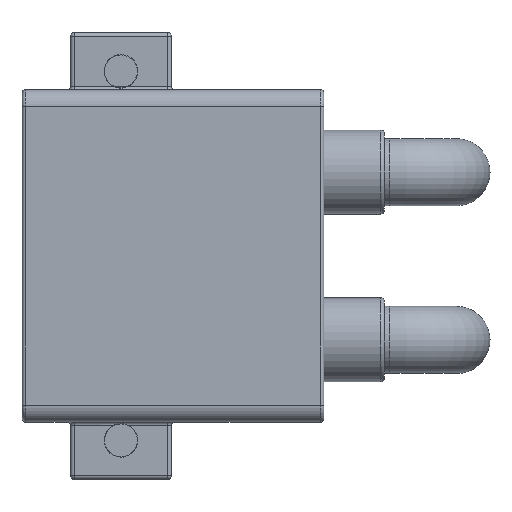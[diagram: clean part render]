
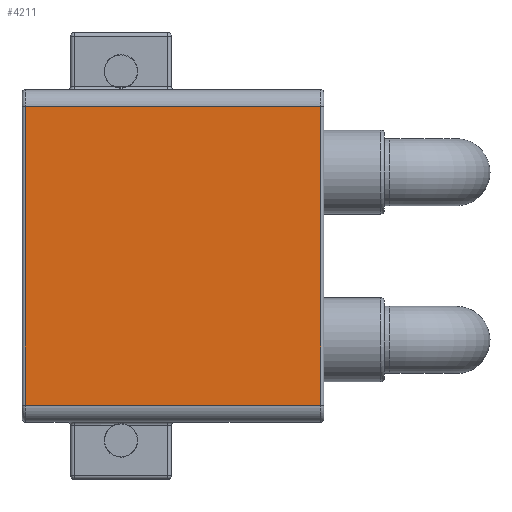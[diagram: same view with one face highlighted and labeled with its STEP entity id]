
A CAD part, top view. The second image highlights one B-rep face of the part: STEP entity #4211.
In plain terms, the highlighted planar face has unit normal (0, 0, 1).
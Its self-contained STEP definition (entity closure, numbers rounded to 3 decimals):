
#347=LINE('',#6695,#568);
#348=LINE('',#6697,#569);
#349=LINE('',#6699,#570);
#350=LINE('',#6700,#571);
#568=VECTOR('',#5224,8.9);
#569=VECTOR('',#5225,8.8);
#570=VECTOR('',#5226,8.9);
#571=VECTOR('',#5227,8.8);
#765=FACE_OUTER_BOUND('',#1040,.T.);
#1040=EDGE_LOOP('',(#2724,#2725,#2726,#2727));
#1731=VERTEX_POINT('',#6693);
#1732=VERTEX_POINT('',#6694);
#1733=VERTEX_POINT('',#6696);
#1734=VERTEX_POINT('',#6698);
#2099=EDGE_CURVE('',#1731,#1732,#347,.T.);
#2100=EDGE_CURVE('',#1732,#1733,#348,.T.);
#2101=EDGE_CURVE('',#1733,#1734,#349,.T.);
#2102=EDGE_CURVE('',#1734,#1731,#350,.T.);
#2724=ORIENTED_EDGE('',*,*,#2099,.T.);
#2725=ORIENTED_EDGE('',*,*,#2100,.T.);
#2726=ORIENTED_EDGE('',*,*,#2101,.T.);
#2727=ORIENTED_EDGE('',*,*,#2102,.T.);
#3869=PLANE('',#4541);
#4211=ADVANCED_FACE('',(#765),#3869,.F.);
#4541=AXIS2_PLACEMENT_3D('',#6692,#5222,#5223);
#5222=DIRECTION('center_axis',(0.,0.,-1.));
#5223=DIRECTION('ref_axis',(-1.,0.,0.));
#5224=DIRECTION('',(0.,1.,0.));
#5225=DIRECTION('',(-1.,0.,0.));
#5226=DIRECTION('',(0.,-1.,0.));
#5227=DIRECTION('',(1.,0.,0.));
#6692=CARTESIAN_POINT('Origin',(0.,0.,5.));
#6693=CARTESIAN_POINT('',(4.4,-4.45,5.));
#6694=CARTESIAN_POINT('',(4.4,4.45,5.));
#6695=CARTESIAN_POINT('',(4.4,-4.45,5.));
#6696=CARTESIAN_POINT('',(-4.4,4.45,5.));
#6697=CARTESIAN_POINT('',(4.4,4.45,5.));
#6698=CARTESIAN_POINT('',(-4.4,-4.45,5.));
#6699=CARTESIAN_POINT('',(-4.4,4.45,5.));
#6700=CARTESIAN_POINT('',(-4.4,-4.45,5.));
